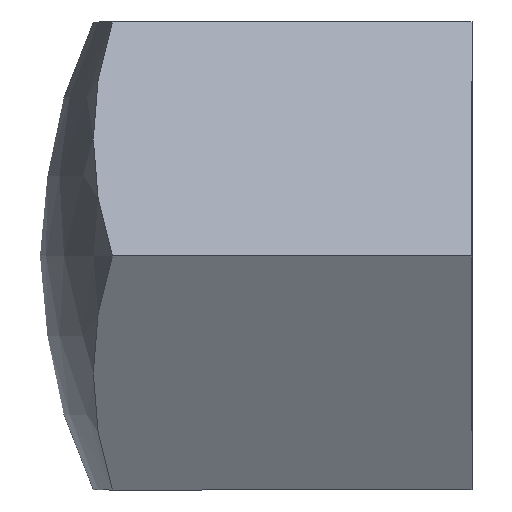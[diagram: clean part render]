
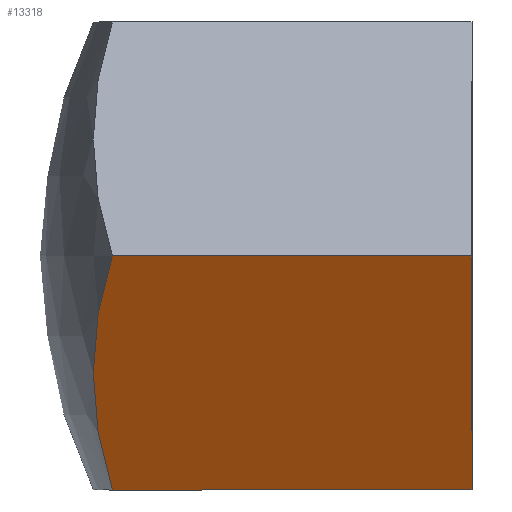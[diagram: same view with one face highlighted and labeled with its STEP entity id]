
A CAD part, left-side view. The second image highlights one B-rep face of the part: STEP entity #13318.
In plain terms, the highlighted planar face has unit normal (-0.866, 0, -0.5).
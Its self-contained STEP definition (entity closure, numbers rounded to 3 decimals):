
#672 = LINE ( 'NONE', #4603, #14968 ) ;
#2013 = DIRECTION ( 'NONE',  ( -0.5, 0., 0.866 ) ) ;
#2106 = CARTESIAN_POINT ( 'NONE',  ( -5.629, -3., -3.25 ) ) ;
#2327 = AXIS2_PLACEMENT_3D ( 'NONE', #2106, #3260, #11283 ) ;
#2424 = EDGE_CURVE ( 'NONE', #5704, #5072, #672, .T. ) ;
#2494 = CARTESIAN_POINT ( 'NONE',  ( -3.753, 12., -6.5 ) ) ;
#2563 = PLANE ( 'NONE',  #12353 ) ;
#2586 = FACE_OUTER_BOUND ( 'NONE', #14660, .T. ) ;
#2615 = DIRECTION ( 'NONE',  ( 0.866, 0., 0.5 ) ) ;
#3260 = DIRECTION ( 'NONE',  ( -0.866, 0., -0.5 ) ) ;
#3420 = EDGE_CURVE ( 'NONE', #12583, #3472, #9901, .T. ) ;
#3472 = VERTEX_POINT ( 'NONE', #14089 ) ;
#4603 = CARTESIAN_POINT ( 'NONE',  ( -7.506, 12., 0. ) ) ;
#4758 = DIRECTION ( 'NONE',  ( 0., -1., 0. ) ) ;
#4883 = CARTESIAN_POINT ( 'NONE',  ( -7.506, 9.987, 0. ) ) ;
#5072 = VERTEX_POINT ( 'NONE', #5370 ) ;
#5104 = ORIENTED_EDGE ( 'NONE', *, *, #2424, .F. ) ;
#5289 = ORIENTED_EDGE ( 'NONE', *, *, #13109, .T. ) ;
#5370 = CARTESIAN_POINT ( 'NONE',  ( -7.506, 0., 0. ) ) ;
#5607 = ORIENTED_EDGE ( 'NONE', *, *, #3420, .T. ) ;
#5616 = VECTOR ( 'NONE', #2013, 1000. ) ;
#5704 = VERTEX_POINT ( 'NONE', #4883 ) ;
#6014 = CARTESIAN_POINT ( 'NONE',  ( -3.753, 12., -6.5 ) ) ;
#7883 = VECTOR ( 'NONE', #4758, 1000. ) ;
#7969 = DIRECTION ( 'NONE',  ( 0., -1., 0. ) ) ;
#9635 = CIRCLE ( 'NONE', #2327, 13.519 ) ;
#9901 = LINE ( 'NONE', #2494, #7883 ) ;
#10336 = LINE ( 'NONE', #14585, #5616 ) ;
#10690 = DIRECTION ( 'NONE',  ( 0.5, 0., -0.866 ) ) ;
#10728 = CARTESIAN_POINT ( 'NONE',  ( -3.753, 9.987, -6.5 ) ) ;
#11283 = DIRECTION ( 'NONE',  ( 0.5, 0., -0.866 ) ) ;
#12353 = AXIS2_PLACEMENT_3D ( 'NONE', #6014, #2615, #10690 ) ;
#12583 = VERTEX_POINT ( 'NONE', #10728 ) ;
#13109 = EDGE_CURVE ( 'NONE', #5704, #12583, #9635, .T. ) ;
#13318 = ADVANCED_FACE ( 'NONE', ( #2586 ), #2563, .F. ) ;
#13966 = EDGE_CURVE ( 'NONE', #3472, #5072, #10336, .T. ) ;
#14089 = CARTESIAN_POINT ( 'NONE',  ( -3.753, 0., -6.5 ) ) ;
#14443 = ORIENTED_EDGE ( 'NONE', *, *, #13966, .T. ) ;
#14585 = CARTESIAN_POINT ( 'NONE',  ( -3.753, 0., -6.5 ) ) ;
#14660 = EDGE_LOOP ( 'NONE', ( #5104, #5289, #5607, #14443 ) ) ;
#14968 = VECTOR ( 'NONE', #7969, 1000. ) ;
